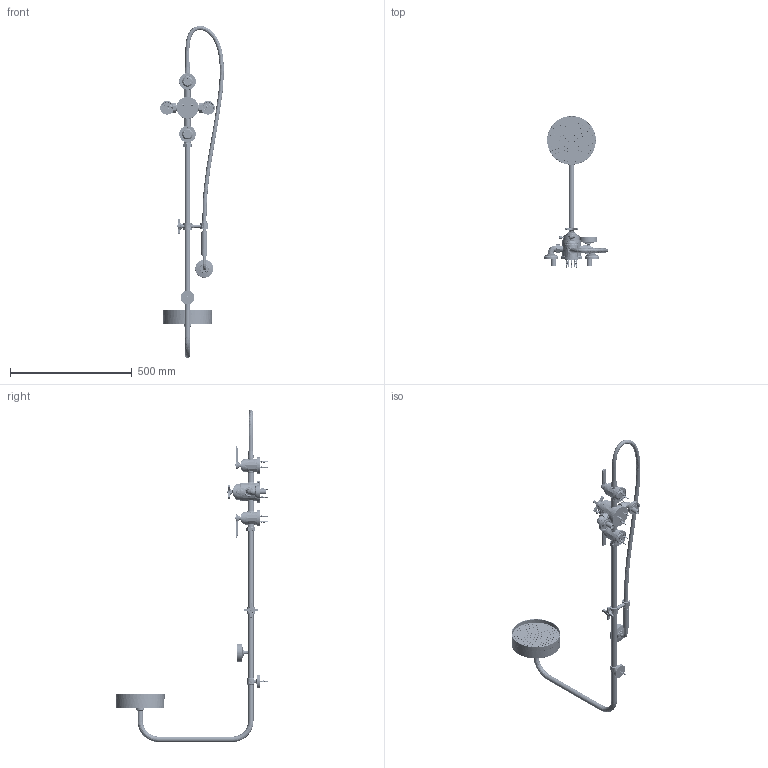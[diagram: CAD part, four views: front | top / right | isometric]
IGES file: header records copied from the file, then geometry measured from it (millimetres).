
Global section: file name: V7K6XLF; native system: Autodesk Inventor 2018; preprocessor: unknown; author: adaniels; date: 20181024.110432; units: millimetre
Bounding box: 261.41 x 625.08 x 1362.65 mm (x, y, z)
Volume: 2782987.5 mm3; surface area: 889499.6 mm2
Topology: 173 solids, 182 shells, 7826 faces, 21986 edges, 15094 vertices
Faces by surface type: bspline 7826
